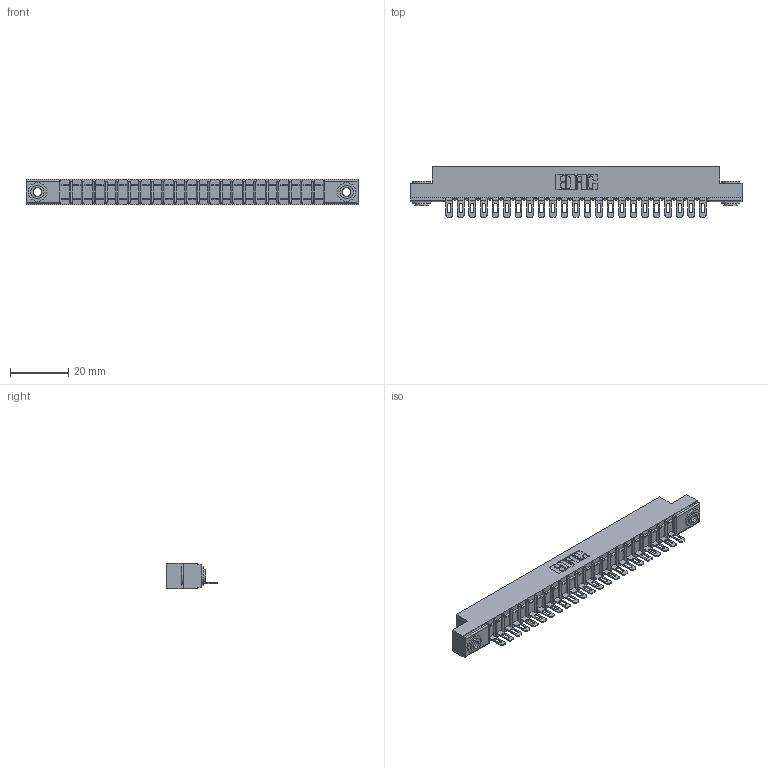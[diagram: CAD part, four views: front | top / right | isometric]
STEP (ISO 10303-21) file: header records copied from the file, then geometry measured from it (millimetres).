
FILE_DESCRIPTION (( 'STEP AP203' ), '1' );
FILE_NAME ('357-023-401-103.STEP', '2020-10-01T10:56:10', ( '' ), ( '' ), 'SwSTEP 2.0', 'SolidWorks 2020', '' );
FILE_SCHEMA (( 'CONFIG_CONTROL_DESIGN' ));
Length unit declared in the file: inch
Products named in the file (4): 307-290-002_501; 307 Part_.156 Dia Mounting Holes; 345-250-002_345-250-002-102; 357-023-401-103
Assembly tree (26 placements, depth 2):
  357-023-401-103
    307 Part_.156 Dia Mounting Holes
    307-290-002_501  x23
    345-250-002_345-250-002-102  x2
Bounding box: 114.15 x 17.42 x 8.71 mm (x, y, z)
Volume: 7557.7 mm3; surface area: 14200.5 mm2
Topology: 26 solids, 26 shells, 1942 faces, 5909 edges, 3870 vertices
Faces by surface type: plane 1106, cylinder 780, sphere 48, cone 8
Entity records: 23919 total; most frequent: CARTESIAN_POINT 4009, ORIENTED_EDGE 3990, DIRECTION 3923, EDGE_CURVE 1995, VECTOR 1507, LINE 1507, VERTEX_POINT 1294, AXIS2_PLACEMENT_3D 1208
